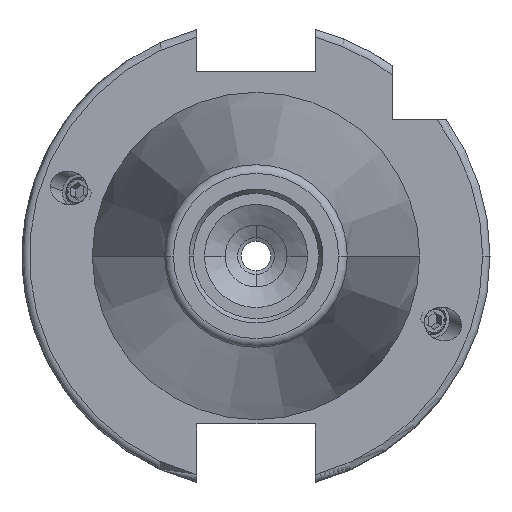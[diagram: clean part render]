
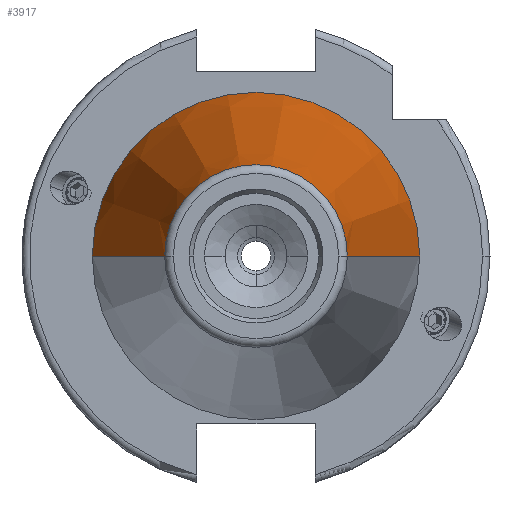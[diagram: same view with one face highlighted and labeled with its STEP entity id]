
A CAD part, left-side view. The second image highlights one B-rep face of the part: STEP entity #3917.
In plain terms, the highlighted conical face has half-angle 8.297 degrees and reference radius 22.225 mm.
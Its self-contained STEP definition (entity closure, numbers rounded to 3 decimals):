
#61 = EDGE_CURVE ( 'NONE', #3177, #2750, #336, .T. ) ;
#222 = ORIENTED_EDGE ( 'NONE', *, *, #588, .T. ) ;
#275 = DIRECTION ( 'NONE',  ( 0., -1., 0. ) ) ;
#284 = VERTEX_POINT ( 'NONE', #5043 ) ;
#336 = CIRCLE ( 'NONE', #2927, 22.225 ) ;
#368 = EDGE_CURVE ( 'NONE', #5456, #284, #2934, .T. ) ;
#431 = VECTOR ( 'NONE', #5521, 1000. ) ;
#514 = DIRECTION ( 'NONE',  ( 0.99, 0.144, 0. ) ) ;
#588 = EDGE_CURVE ( 'NONE', #5456, #3177, #5997, .T. ) ;
#721 = CARTESIAN_POINT ( 'NONE',  ( 0., 0., 0. ) ) ;
#965 = DIRECTION ( 'NONE',  ( -1., 0., 0. ) ) ;
#1221 = DIRECTION ( 'NONE',  ( -1., 0., 0. ) ) ;
#1316 = CONICAL_SURFACE ( 'NONE', #1713, 22.225, 0.145 ) ;
#1713 = AXIS2_PLACEMENT_3D ( 'NONE', #4033, #5443, #5916 ) ;
#2128 = FACE_OUTER_BOUND ( 'NONE', #4490, .T. ) ;
#2345 = CARTESIAN_POINT ( 'NONE',  ( 0., -22.225, 0. ) ) ;
#2425 = CARTESIAN_POINT ( 'NONE',  ( 0., 22.225, 0. ) ) ;
#2606 = ORIENTED_EDGE ( 'NONE', *, *, #4756, .F. ) ;
#2750 = VERTEX_POINT ( 'NONE', #2786 ) ;
#2786 = CARTESIAN_POINT ( 'NONE',  ( 0., 22.225, 0. ) ) ;
#2927 = AXIS2_PLACEMENT_3D ( 'NONE', #721, #1221, #275 ) ;
#2934 = CIRCLE ( 'NONE', #4435, 12.4 ) ;
#3177 = VERTEX_POINT ( 'NONE', #2345 ) ;
#3225 = VECTOR ( 'NONE', #514, 1000. ) ;
#3917 = ADVANCED_FACE ( 'NONE', ( #2128 ), #1316, .T. ) ;
#4033 = CARTESIAN_POINT ( 'NONE',  ( 0., 0., 0. ) ) ;
#4435 = AXIS2_PLACEMENT_3D ( 'NONE', #5741, #965, #5197 ) ;
#4490 = EDGE_LOOP ( 'NONE', ( #5702, #222, #5949, #2606 ) ) ;
#4684 = CARTESIAN_POINT ( 'NONE',  ( 0., -22.225, 0. ) ) ;
#4756 = EDGE_CURVE ( 'NONE', #284, #2750, #4789, .T. ) ;
#4789 = LINE ( 'NONE', #2425, #3225 ) ;
#5043 = CARTESIAN_POINT ( 'NONE',  ( -67.373, 12.4, 0. ) ) ;
#5197 = DIRECTION ( 'NONE',  ( 0., -1., 0. ) ) ;
#5256 = CARTESIAN_POINT ( 'NONE',  ( -67.373, -12.4, 0. ) ) ;
#5443 = DIRECTION ( 'NONE',  ( 1., 0., 0. ) ) ;
#5456 = VERTEX_POINT ( 'NONE', #5256 ) ;
#5521 = DIRECTION ( 'NONE',  ( 0.99, -0.144, 0. ) ) ;
#5702 = ORIENTED_EDGE ( 'NONE', *, *, #368, .F. ) ;
#5741 = CARTESIAN_POINT ( 'NONE',  ( -67.373, 0., 0. ) ) ;
#5916 = DIRECTION ( 'NONE',  ( 0., 1., 0. ) ) ;
#5949 = ORIENTED_EDGE ( 'NONE', *, *, #61, .T. ) ;
#5997 = LINE ( 'NONE', #4684, #431 ) ;
